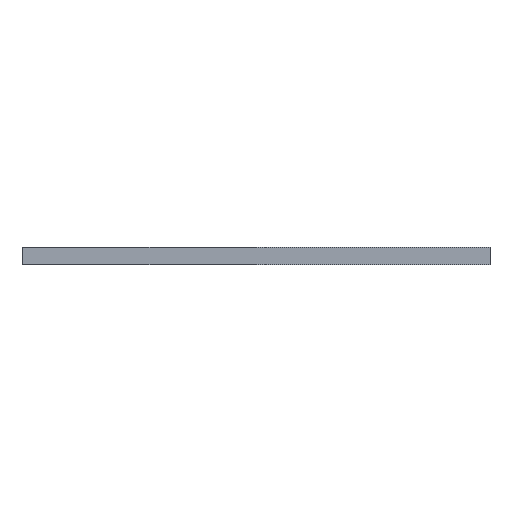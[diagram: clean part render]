
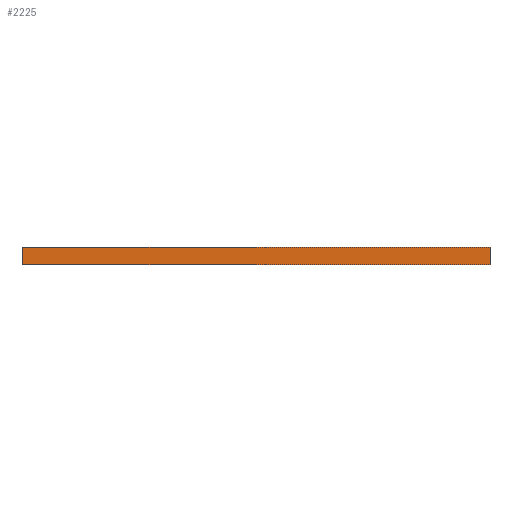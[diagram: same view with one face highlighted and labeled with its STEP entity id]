
A CAD part, left-side view. The second image highlights one B-rep face of the part: STEP entity #2225.
In plain terms, the highlighted planar face has unit normal (-1, 0, 0).
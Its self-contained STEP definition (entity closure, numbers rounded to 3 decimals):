
#30 = EDGE_CURVE ( 'NONE', #1208, #1861, #4122, .T. ) ;
#250 = CARTESIAN_POINT ( 'NONE',  ( -22.4, -22.875, 0.85 ) ) ;
#408 = DIRECTION ( 'NONE',  ( 0., 0., 1. ) ) ;
#446 = AXIS2_PLACEMENT_3D ( 'NONE', #1342, #697, #408 ) ;
#475 = VECTOR ( 'NONE', #3576, 1000. ) ;
#506 = CARTESIAN_POINT ( 'NONE',  ( -22.4, -22.875, -0.85 ) ) ;
#626 = VECTOR ( 'NONE', #3794, 1000. ) ;
#632 = LINE ( 'NONE', #1626, #475 ) ;
#668 = CARTESIAN_POINT ( 'NONE',  ( -22.4, 22.875, -0.85 ) ) ;
#697 = DIRECTION ( 'NONE',  ( -1., 0., 0. ) ) ;
#702 = EDGE_CURVE ( 'NONE', #1501, #3558, #2676, .T. ) ;
#1017 = CARTESIAN_POINT ( 'NONE',  ( -22.4, -22.875, -0.85 ) ) ;
#1198 = EDGE_CURVE ( 'NONE', #1861, #3558, #632, .T. ) ;
#1208 = VERTEX_POINT ( 'NONE', #2902 ) ;
#1342 = CARTESIAN_POINT ( 'NONE',  ( -22.4, -22.875, 0.85 ) ) ;
#1501 = VERTEX_POINT ( 'NONE', #506 ) ;
#1559 = ORIENTED_EDGE ( 'NONE', *, *, #702, .F. ) ;
#1626 = CARTESIAN_POINT ( 'NONE',  ( -22.4, 22.875, 0.85 ) ) ;
#1711 = EDGE_LOOP ( 'NONE', ( #1559, #3557, #3897, #3916 ) ) ;
#1787 = EDGE_CURVE ( 'NONE', #1208, #1501, #3589, .T. ) ;
#1861 = VERTEX_POINT ( 'NONE', #3476 ) ;
#1940 = CARTESIAN_POINT ( 'NONE',  ( -22.4, -22.875, 0.85 ) ) ;
#2022 = PLANE ( 'NONE',  #446 ) ;
#2225 = ADVANCED_FACE ( 'NONE', ( #3753 ), #2022, .T. ) ;
#2430 = VECTOR ( 'NONE', #2547, 1000. ) ;
#2547 = DIRECTION ( 'NONE',  ( 0., 1., 0. ) ) ;
#2676 = LINE ( 'NONE', #1017, #3323 ) ;
#2902 = CARTESIAN_POINT ( 'NONE',  ( -22.4, -22.875, 0.85 ) ) ;
#3036 = DIRECTION ( 'NONE',  ( 0., 1., 0. ) ) ;
#3323 = VECTOR ( 'NONE', #3036, 1000. ) ;
#3476 = CARTESIAN_POINT ( 'NONE',  ( -22.4, 22.875, 0.85 ) ) ;
#3557 = ORIENTED_EDGE ( 'NONE', *, *, #1787, .F. ) ;
#3558 = VERTEX_POINT ( 'NONE', #668 ) ;
#3576 = DIRECTION ( 'NONE',  ( 0., 0., -1. ) ) ;
#3589 = LINE ( 'NONE', #250, #626 ) ;
#3753 = FACE_OUTER_BOUND ( 'NONE', #1711, .T. ) ;
#3794 = DIRECTION ( 'NONE',  ( 0., 0., -1. ) ) ;
#3897 = ORIENTED_EDGE ( 'NONE', *, *, #30, .T. ) ;
#3916 = ORIENTED_EDGE ( 'NONE', *, *, #1198, .T. ) ;
#4122 = LINE ( 'NONE', #1940, #2430 ) ;
